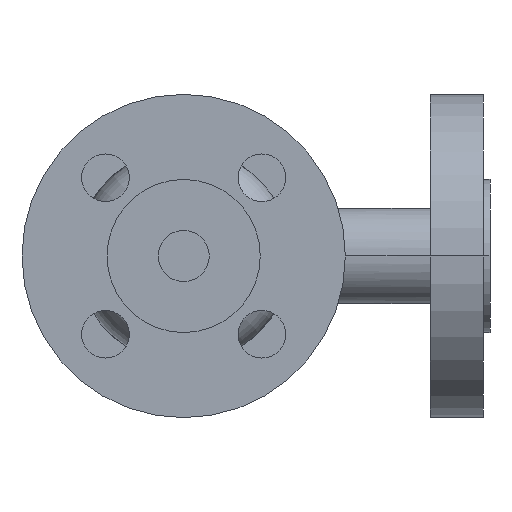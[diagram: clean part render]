
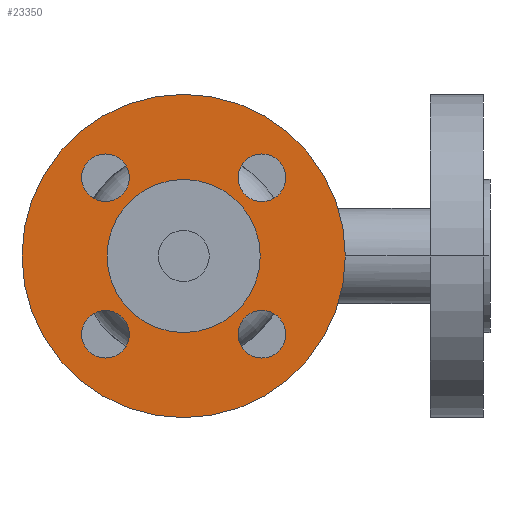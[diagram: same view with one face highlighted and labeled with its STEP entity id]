
A CAD part, front view. The second image highlights one B-rep face of the part: STEP entity #23350.
In plain terms, the highlighted planar face has unit normal (0, -1, 0).
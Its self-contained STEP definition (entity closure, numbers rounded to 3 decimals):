
#3250=CARTESIAN_POINT('',(-22.5,2.,0.));
#3260=VERTEX_POINT('',#3250);
#3290=CARTESIAN_POINT('',(0.,2.,0.));
#3300=DIRECTION('',(0.,-1.,-0.));
#3310=DIRECTION('',(-1.,0.,0.));
#3320=AXIS2_PLACEMENT_3D('',#3290,#3300,#3310);
#3330=CIRCLE('',#3320,22.5);
#3340=CARTESIAN_POINT('',(22.5,2.,0.));
#3350=VERTEX_POINT('',#3340);
#3360=EDGE_CURVE('',#3350,#3260,#3330,.T.);
#3650=CARTESIAN_POINT('',(-47.5,2.,0.));
#3660=VERTEX_POINT('',#3650);
#3710=CARTESIAN_POINT('',(0.,2.,0.));
#3720=DIRECTION('',(0.,-1.,-0.));
#3730=DIRECTION('',(-1.,0.,0.));
#3740=AXIS2_PLACEMENT_3D('',#3710,#3720,#3730);
#3750=CIRCLE('',#3740,47.5);
#3760=CARTESIAN_POINT('',(47.5,2.,0.));
#3770=VERTEX_POINT('',#3760);
#3780=EDGE_CURVE('',#3660,#3770,#3750,.T.);
#8340=CARTESIAN_POINT('',(29.981,2.,-22.981));
#8350=VERTEX_POINT('',#8340);
#8510=CARTESIAN_POINT('',(15.981,2.,-22.981));
#8520=VERTEX_POINT('',#8510);
#8550=CARTESIAN_POINT('',(22.981,2.,-22.981));
#8560=DIRECTION('',(-0.,1.,0.));
#8570=DIRECTION('',(1.,0.,0.));
#8580=AXIS2_PLACEMENT_3D('',#8550,#8560,#8570);
#8590=CIRCLE('',#8580,7.);
#8600=EDGE_CURVE('',#8520,#8350,#8590,.T.);
#8760=CARTESIAN_POINT('',(29.981,2.,22.981));
#8770=VERTEX_POINT('',#8760);
#8800=CARTESIAN_POINT('',(22.981,2.,22.981));
#8810=DIRECTION('',(-0.,1.,0.));
#8820=DIRECTION('',(1.,0.,0.));
#8830=AXIS2_PLACEMENT_3D('',#8800,#8810,#8820);
#8840=CIRCLE('',#8830,7.);
#8850=CARTESIAN_POINT('',(15.981,2.,22.981));
#8860=VERTEX_POINT('',#8850);
#8870=EDGE_CURVE('',#8770,#8860,#8840,.T.);
#9180=CARTESIAN_POINT('',(-29.981,2.,22.981));
#9190=VERTEX_POINT('',#9180);
#9350=CARTESIAN_POINT('',(-15.981,2.,22.981));
#9360=VERTEX_POINT('',#9350);
#9390=CARTESIAN_POINT('',(-22.981,2.,22.981));
#9400=DIRECTION('',(-0.,1.,0.));
#9410=DIRECTION('',(1.,0.,0.));
#9420=AXIS2_PLACEMENT_3D('',#9390,#9400,#9410);
#9430=CIRCLE('',#9420,7.);
#9440=EDGE_CURVE('',#9360,#9190,#9430,.T.);
#9600=CARTESIAN_POINT('',(-15.981,2.,-22.981));
#9610=VERTEX_POINT('',#9600);
#9770=CARTESIAN_POINT('',(-29.981,2.,-22.981));
#9780=VERTEX_POINT('',#9770);
#9810=CARTESIAN_POINT('',(-22.981,2.,-22.981));
#9820=DIRECTION('',(-0.,1.,0.));
#9830=DIRECTION('',(1.,0.,0.));
#9840=AXIS2_PLACEMENT_3D('',#9810,#9820,#9830);
#9850=CIRCLE('',#9840,7.);
#9860=EDGE_CURVE('',#9780,#9610,#9850,.T.);
#23000=CARTESIAN_POINT('',(-35.,2.,0.));
#23010=DIRECTION('',(0.,-1.,-0.));
#23020=DIRECTION('',(-1.,0.,0.));
#23030=AXIS2_PLACEMENT_3D('',#23000,#23010,#23020);
#23040=PLANE('',#23030);
#23050=EDGE_CURVE('',#9610,#9780,#9850,.T.);
#23060=ORIENTED_EDGE('',*,*,#23050,.T.);
#23070=ORIENTED_EDGE('',*,*,#9860,.T.);
#23080=EDGE_LOOP('',(#23070,#23060));
#23090=FACE_BOUND('',#23080,.T.);
#23100=EDGE_CURVE('',#9190,#9360,#9430,.T.);
#23110=ORIENTED_EDGE('',*,*,#23100,.T.);
#23120=ORIENTED_EDGE('',*,*,#9440,.T.);
#23130=EDGE_LOOP('',(#23120,#23110));
#23140=FACE_BOUND('',#23130,.T.);
#23150=ORIENTED_EDGE('',*,*,#8870,.T.);
#23160=EDGE_CURVE('',#8860,#8770,#8840,.T.);
#23170=ORIENTED_EDGE('',*,*,#23160,.T.);
#23180=EDGE_LOOP('',(#23170,#23150));
#23190=FACE_BOUND('',#23180,.T.);
#23200=EDGE_CURVE('',#8350,#8520,#8590,.T.);
#23210=ORIENTED_EDGE('',*,*,#23200,.T.);
#23220=ORIENTED_EDGE('',*,*,#8600,.T.);
#23230=EDGE_LOOP('',(#23220,#23210));
#23240=FACE_BOUND('',#23230,.T.);
#23250=EDGE_CURVE('',#3260,#3350,#3330,.T.);
#23260=ORIENTED_EDGE('',*,*,#23250,.F.);
#23270=ORIENTED_EDGE('',*,*,#3360,.F.);
#23280=EDGE_LOOP('',(#23270,#23260));
#23290=FACE_BOUND('',#23280,.T.);
#23300=EDGE_CURVE('',#3770,#3660,#3750,.T.);
#23310=ORIENTED_EDGE('',*,*,#23300,.T.);
#23320=ORIENTED_EDGE('',*,*,#3780,.T.);
#23330=EDGE_LOOP('',(#23320,#23310));
#23340=FACE_OUTER_BOUND('',#23330,.T.);
#23350=ADVANCED_FACE('',(#23090,#23140,#23190,#23240,#23290,#23340),
#23040,.T.);
